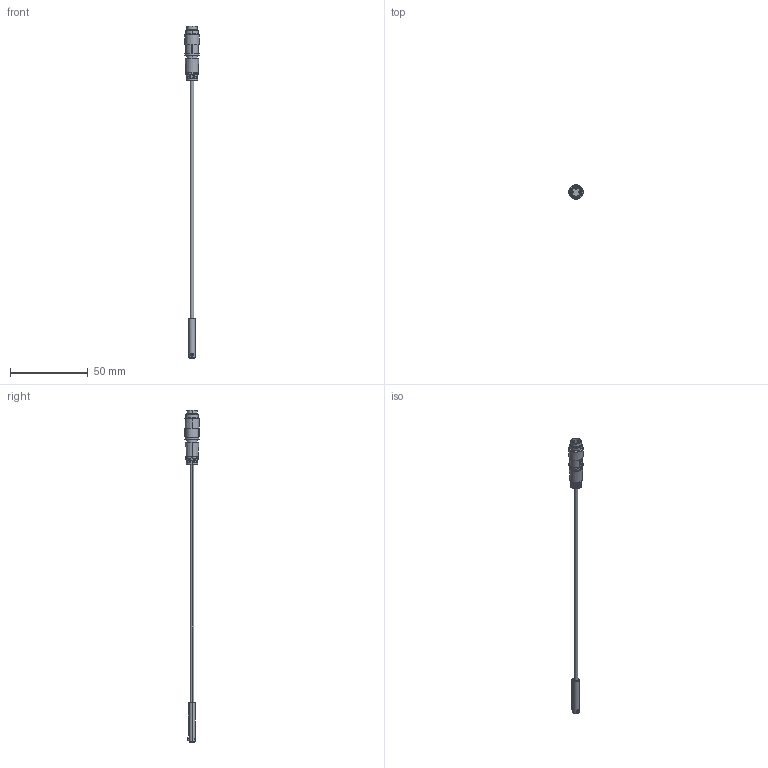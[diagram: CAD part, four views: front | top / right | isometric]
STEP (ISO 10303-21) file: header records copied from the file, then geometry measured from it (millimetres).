
FILE_DESCRIPTION (( 'STEP AP214' ), '1' );
FILE_NAME ('CPS9C-AN-F.STEP', '2020-02-24T14:16:02', ( '' ), ( '' ), 'SwSTEP 2.0', 'SolidWorks 2019', '' );
FILE_SCHEMA (( 'AUTOMOTIVE_DESIGN' ));
Length unit declared in the file: inch
Products named in the file (1): CPS9C-AN-F
Bounding box: 9.22 x 9.22 x 212.85 mm (x, y, z)
Volume: 2658.5 mm3; surface area: 3091.7 mm2
Topology: 3 solids, 3 shells, 167 faces, 408 edges, 251 vertices
Faces by surface type: plane 67, cylinder 55, bspline 26, cone 13, torus 6
Entity records: 5544 total; most frequent: CARTESIAN_POINT 1640, DIRECTION 831, ORIENTED_EDGE 792, EDGE_CURVE 396, AXIS2_PLACEMENT_3D 343, VERTEX_POINT 251, CIRCLE 201, EDGE_LOOP 185
